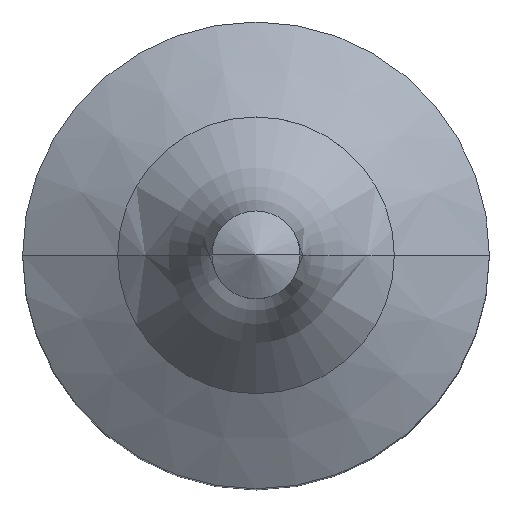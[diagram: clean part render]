
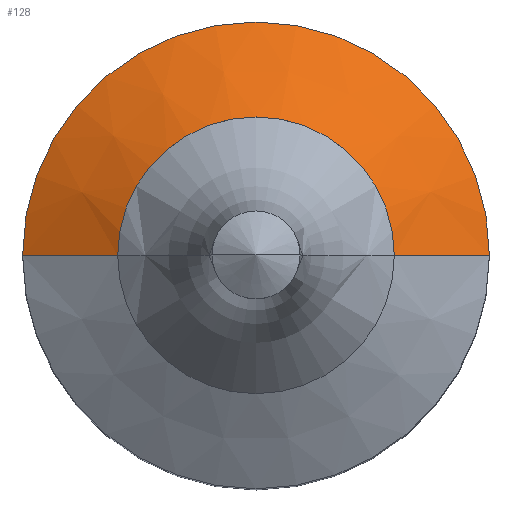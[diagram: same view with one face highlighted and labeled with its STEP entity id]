
A CAD part, top view. The second image highlights one B-rep face of the part: STEP entity #128.
In plain terms, the highlighted conical face has half-angle 60 degrees and reference radius 8 mm.
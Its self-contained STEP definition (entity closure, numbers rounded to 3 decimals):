
#90 = VERTEX_POINT ( 'NONE', #433 ) ;
#92 = VERTEX_POINT ( 'NONE', #432 ) ;
#128 = ADVANCED_FACE ( 'NONE', ( #538 ), #590, .T. ) ;
#133 = ORIENTED_EDGE ( 'NONE', *, *, #209, .F. ) ;
#136 = VERTEX_POINT ( 'NONE', #652 ) ;
#155 = EDGE_CURVE ( 'NONE', #172, #90, #632, .T. ) ;
#157 = ORIENTED_EDGE ( 'NONE', *, *, #169, .T. ) ;
#169 = EDGE_CURVE ( 'NONE', #172, #136, #553, .T. ) ;
#172 = VERTEX_POINT ( 'NONE', #634 ) ;
#178 = EDGE_CURVE ( 'NONE', #136, #92, #654, .T. ) ;
#180 = ORIENTED_EDGE ( 'NONE', *, *, #155, .F. ) ;
#181 = ORIENTED_EDGE ( 'NONE', *, *, #178, .T. ) ;
#209 = EDGE_CURVE ( 'NONE', #90, #92, #682, .T. ) ;
#229 = EDGE_LOOP ( 'NONE', ( #157, #181, #133, #180 ) ) ;
#432 = CARTESIAN_POINT ( 'NONE',  ( 13.5, 0., 86.805 ) ) ;
#433 = CARTESIAN_POINT ( 'NONE',  ( -13.5, 0., 86.805 ) ) ;
#519 = DIRECTION ( 'NONE',  ( -0.866, 0., -0.5 ) ) ;
#520 = VECTOR ( 'NONE', #519, 1000. ) ;
#521 = CARTESIAN_POINT ( 'NONE',  ( -8., 0., 89.981 ) ) ;
#534 = DIRECTION ( 'NONE',  ( -1., 0., 0. ) ) ;
#535 = DIRECTION ( 'NONE',  ( 0., 0., -1. ) ) ;
#538 = FACE_OUTER_BOUND ( 'NONE', #229, .T. ) ;
#553 = CIRCLE ( 'NONE', #573, 8. ) ;
#570 = DIRECTION ( 'NONE',  ( -1., 0., 0. ) ) ;
#571 = DIRECTION ( 'NONE',  ( 0., 0., -1. ) ) ;
#572 = CARTESIAN_POINT ( 'NONE',  ( 0., 0., 89.981 ) ) ;
#573 = AXIS2_PLACEMENT_3D ( 'NONE', #572, #571, #570 ) ;
#590 = CONICAL_SURFACE ( 'NONE', #631, 8., 1.047 ) ;
#630 = CARTESIAN_POINT ( 'NONE',  ( 0., 0., 89.981 ) ) ;
#631 = AXIS2_PLACEMENT_3D ( 'NONE', #630, #535, #534 ) ;
#632 = LINE ( 'NONE', #521, #520 ) ;
#634 = CARTESIAN_POINT ( 'NONE',  ( -8., 0., 89.981 ) ) ;
#652 = CARTESIAN_POINT ( 'NONE',  ( 8., 0., 89.981 ) ) ;
#654 = LINE ( 'NONE', #671, #669 ) ;
#662 = DIRECTION ( 'NONE',  ( 0.866, 0., -0.5 ) ) ;
#669 = VECTOR ( 'NONE', #662, 1000. ) ;
#671 = CARTESIAN_POINT ( 'NONE',  ( 8., 0., 89.981 ) ) ;
#682 = CIRCLE ( 'NONE', #697, 13.5 ) ;
#697 = AXIS2_PLACEMENT_3D ( 'NONE', #821, #708, #707 ) ;
#707 = DIRECTION ( 'NONE',  ( -1., 0., 0. ) ) ;
#708 = DIRECTION ( 'NONE',  ( 0., 0., -1. ) ) ;
#821 = CARTESIAN_POINT ( 'NONE',  ( 0., 0., 86.805 ) ) ;
